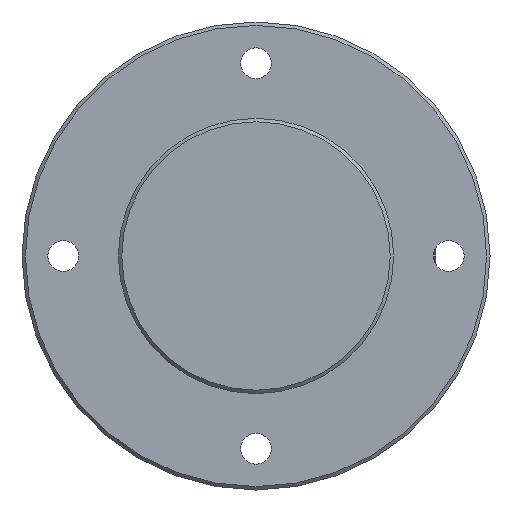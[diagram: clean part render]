
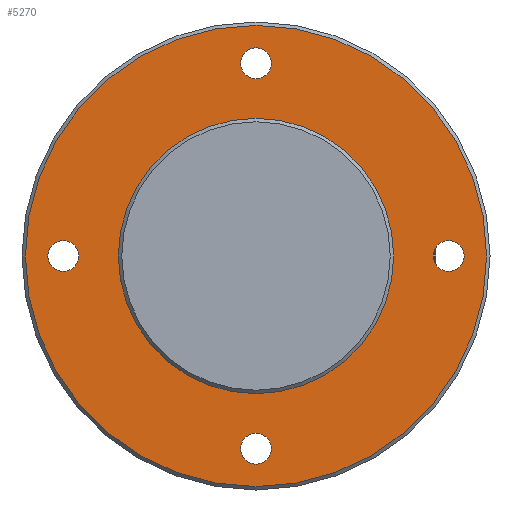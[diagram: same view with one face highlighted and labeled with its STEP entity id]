
A CAD part, left-side view. The second image highlights one B-rep face of the part: STEP entity #5270.
In plain terms, the highlighted planar face has unit normal (-1, 0, 0).
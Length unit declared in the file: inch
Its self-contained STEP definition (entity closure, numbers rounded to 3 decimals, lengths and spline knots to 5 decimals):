
#181=FACE_BOUND('',#964,.T.);
#182=FACE_BOUND('',#965,.T.);
#183=FACE_BOUND('',#966,.T.);
#184=FACE_BOUND('',#967,.T.);
#185=FACE_BOUND('',#968,.T.);
#361=CIRCLE('',#5777,4.188);
#363=CIRCLE('',#5781,2.5);
#364=CIRCLE('',#5782,0.281);
#365=CIRCLE('',#5783,0.281);
#366=CIRCLE('',#5784,0.281);
#367=CIRCLE('',#5785,0.281);
#657=FACE_OUTER_BOUND('',#963,.T.);
#963=EDGE_LOOP('',(#4602));
#964=EDGE_LOOP('',(#4603));
#965=EDGE_LOOP('',(#4604));
#966=EDGE_LOOP('',(#4605));
#967=EDGE_LOOP('',(#4606));
#968=EDGE_LOOP('',(#4607));
#2516=VERTEX_POINT('',#8800);
#2518=VERTEX_POINT('',#8806);
#2519=VERTEX_POINT('',#8808);
#2520=VERTEX_POINT('',#8810);
#2521=VERTEX_POINT('',#8812);
#2522=VERTEX_POINT('',#8814);
#3231=EDGE_CURVE('',#2516,#2516,#361,.T.);
#3233=EDGE_CURVE('',#2518,#2518,#363,.T.);
#3234=EDGE_CURVE('',#2519,#2519,#364,.T.);
#3235=EDGE_CURVE('',#2520,#2520,#365,.T.);
#3236=EDGE_CURVE('',#2521,#2521,#366,.T.);
#3237=EDGE_CURVE('',#2522,#2522,#367,.T.);
#4602=ORIENTED_EDGE('',*,*,#3231,.F.);
#4603=ORIENTED_EDGE('',*,*,#3233,.F.);
#4604=ORIENTED_EDGE('',*,*,#3234,.T.);
#4605=ORIENTED_EDGE('',*,*,#3235,.T.);
#4606=ORIENTED_EDGE('',*,*,#3236,.T.);
#4607=ORIENTED_EDGE('',*,*,#3237,.T.);
#5008=PLANE('',#5780);
#5270=ADVANCED_FACE('',(#657,#181,#182,#183,#184,#185),#5008,.F.);
#5777=AXIS2_PLACEMENT_3D('',#8801,#7073,#7074);
#5780=AXIS2_PLACEMENT_3D('',#8805,#7079,#7080);
#5781=AXIS2_PLACEMENT_3D('',#8807,#7081,#7082);
#5782=AXIS2_PLACEMENT_3D('',#8809,#7083,#7084);
#5783=AXIS2_PLACEMENT_3D('',#8811,#7085,#7086);
#5784=AXIS2_PLACEMENT_3D('',#8813,#7087,#7088);
#5785=AXIS2_PLACEMENT_3D('',#8815,#7089,#7090);
#7073=DIRECTION('center_axis',(1.,0.,0.));
#7074=DIRECTION('ref_axis',(0.,-1.,0.));
#7079=DIRECTION('center_axis',(1.,0.,0.));
#7080=DIRECTION('ref_axis',(0.,0.,-1.));
#7081=DIRECTION('center_axis',(-1.,0.,0.));
#7082=DIRECTION('ref_axis',(0.,1.,0.));
#7083=DIRECTION('center_axis',(1.,0.,0.));
#7084=DIRECTION('ref_axis',(0.,1.,0.));
#7085=DIRECTION('center_axis',(1.,0.,0.));
#7086=DIRECTION('ref_axis',(0.,0.,-1.));
#7087=DIRECTION('center_axis',(1.,0.,0.));
#7088=DIRECTION('ref_axis',(0.,-1.,0.));
#7089=DIRECTION('center_axis',(1.,0.,0.));
#7090=DIRECTION('ref_axis',(0.,0.,1.));
#8800=CARTESIAN_POINT('',(-3.673,4.188,0.));
#8801=CARTESIAN_POINT('Origin',(-3.673,0.,0.));
#8805=CARTESIAN_POINT('Origin',(-3.673,0.,0.));
#8806=CARTESIAN_POINT('',(-3.673,-2.5,0.));
#8807=CARTESIAN_POINT('Origin',(-3.673,0.,0.));
#8808=CARTESIAN_POINT('',(-3.673,3.219,0.));
#8809=CARTESIAN_POINT('Origin',(-3.673,3.5,0.));
#8810=CARTESIAN_POINT('',(-3.673,0.,-3.219));
#8811=CARTESIAN_POINT('Origin',(-3.673,0.,-3.5));
#8812=CARTESIAN_POINT('',(-3.673,-3.219,0.));
#8813=CARTESIAN_POINT('Origin',(-3.673,-3.5,0.));
#8814=CARTESIAN_POINT('',(-3.673,0.,3.219));
#8815=CARTESIAN_POINT('Origin',(-3.673,0.,3.5));
